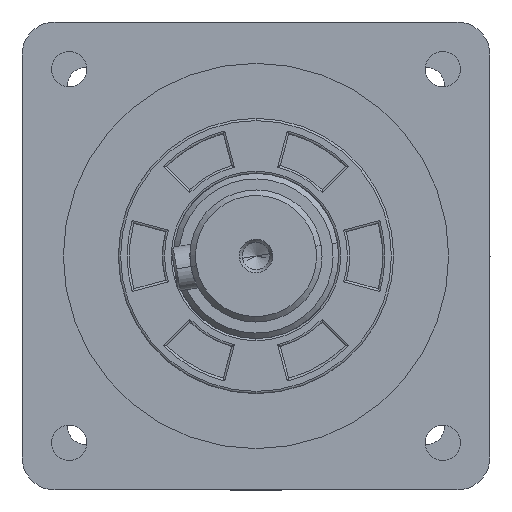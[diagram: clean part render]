
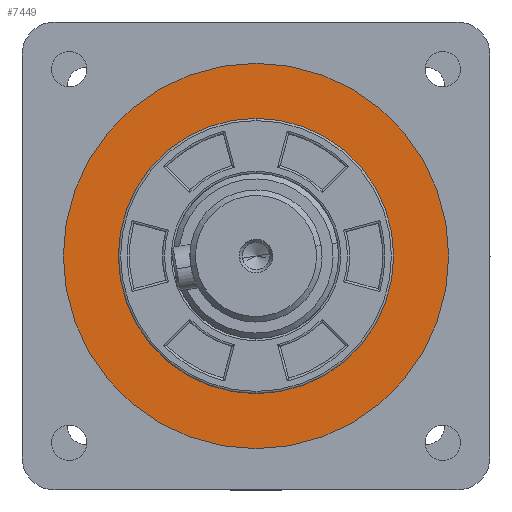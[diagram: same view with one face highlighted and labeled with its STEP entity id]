
A CAD part, left-side view. The second image highlights one B-rep face of the part: STEP entity #7449.
In plain terms, the highlighted planar face has unit normal (-1, 0, 0).
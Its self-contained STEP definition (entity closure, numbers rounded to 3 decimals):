
#125 = DIRECTION ( 'NONE',  ( 0., 0., 1. ) ) ;
#158 = EDGE_CURVE ( 'NONE', #6101, #7351, #7137, .T. ) ;
#211 = DIRECTION ( 'NONE',  ( -1., 0., 0. ) ) ;
#1666 = ORIENTED_EDGE ( 'NONE', *, *, #4024, .F. ) ;
#1753 = EDGE_LOOP ( 'NONE', ( #4886, #1666 ) ) ;
#1772 = EDGE_CURVE ( 'NONE', #10527, #9159, #4603, .T. ) ;
#2679 = AXIS2_PLACEMENT_3D ( 'NONE', #10446, #11320, #9273 ) ;
#2834 = CARTESIAN_POINT ( 'NONE',  ( -3., 0., -12.5 ) ) ;
#3663 = CARTESIAN_POINT ( 'NONE',  ( -3., 0., 0. ) ) ;
#4024 = EDGE_CURVE ( 'NONE', #9159, #10527, #6196, .T. ) ;
#4603 = CIRCLE ( 'NONE', #10647, 12.5 ) ;
#4636 = ORIENTED_EDGE ( 'NONE', *, *, #158, .T. ) ;
#4844 = DIRECTION ( 'NONE',  ( 0., 0., 1. ) ) ;
#4886 = ORIENTED_EDGE ( 'NONE', *, *, #1772, .F. ) ;
#4965 = DIRECTION ( 'NONE',  ( -1., 0., 0. ) ) ;
#5255 = CARTESIAN_POINT ( 'NONE',  ( -3., 0., -17.5 ) ) ;
#5377 = AXIS2_PLACEMENT_3D ( 'NONE', #7247, #7370, #8303 ) ;
#5673 = CARTESIAN_POINT ( 'NONE',  ( -3., 0., 0. ) ) ;
#6101 = VERTEX_POINT ( 'NONE', #5255 ) ;
#6105 = CIRCLE ( 'NONE', #5377, 17.5 ) ;
#6196 = CIRCLE ( 'NONE', #2679, 12.5 ) ;
#6459 = AXIS2_PLACEMENT_3D ( 'NONE', #3663, #211, #125 ) ;
#6583 = CARTESIAN_POINT ( 'NONE',  ( -3., 0., 17.5 ) ) ;
#6593 = CARTESIAN_POINT ( 'NONE',  ( -3., 0., 12.5 ) ) ;
#6646 = CARTESIAN_POINT ( 'NONE',  ( -3., 0., 0. ) ) ;
#7137 = CIRCLE ( 'NONE', #6459, 17.5 ) ;
#7247 = CARTESIAN_POINT ( 'NONE',  ( -3., 0., 0. ) ) ;
#7351 = VERTEX_POINT ( 'NONE', #6583 ) ;
#7370 = DIRECTION ( 'NONE',  ( -1., 0., 0. ) ) ;
#7449 = ADVANCED_FACE ( 'NONE', ( #11042, #9935 ), #10066, .T. ) ;
#7513 = DIRECTION ( 'NONE',  ( -1., 0., 0. ) ) ;
#7647 = EDGE_LOOP ( 'NONE', ( #4636, #11366 ) ) ;
#7704 = AXIS2_PLACEMENT_3D ( 'NONE', #5673, #4965, #8421 ) ;
#8303 = DIRECTION ( 'NONE',  ( 0., 0., 1. ) ) ;
#8421 = DIRECTION ( 'NONE',  ( 0., 0., 1. ) ) ;
#9081 = EDGE_CURVE ( 'NONE', #7351, #6101, #6105, .T. ) ;
#9159 = VERTEX_POINT ( 'NONE', #2834 ) ;
#9273 = DIRECTION ( 'NONE',  ( 0., 0., 1. ) ) ;
#9935 = FACE_OUTER_BOUND ( 'NONE', #7647, .T. ) ;
#10066 = PLANE ( 'NONE',  #7704 ) ;
#10446 = CARTESIAN_POINT ( 'NONE',  ( -3., 0., 0. ) ) ;
#10527 = VERTEX_POINT ( 'NONE', #6593 ) ;
#10647 = AXIS2_PLACEMENT_3D ( 'NONE', #6646, #7513, #4844 ) ;
#11042 = FACE_BOUND ( 'NONE', #1753, .T. ) ;
#11320 = DIRECTION ( 'NONE',  ( -1., 0., 0. ) ) ;
#11366 = ORIENTED_EDGE ( 'NONE', *, *, #9081, .T. ) ;
